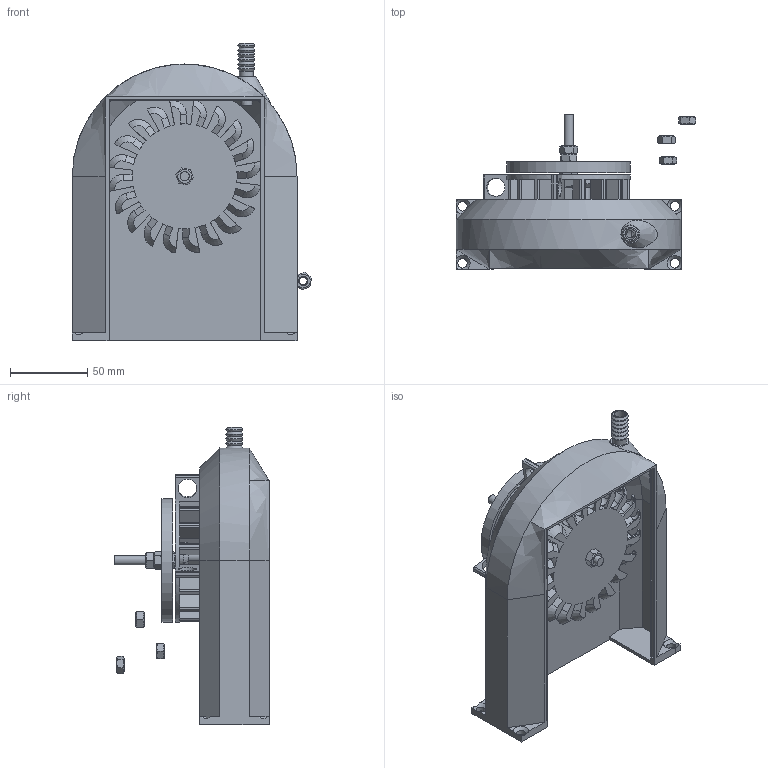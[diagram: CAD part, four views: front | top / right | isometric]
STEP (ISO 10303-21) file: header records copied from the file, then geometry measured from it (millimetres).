
FILE_DESCRIPTION(/* description */ (''),/* implementation_level */ '2;1');
FILE_NAME(/* name */ 'LearningKitWater.stp',/* time_stamp */ '2025-04-01T11:13:28+02:00',/* author */ ('Maximilian Hock'),/* organization */ (''),/* preprocessor_version */ 'ST-DEVELOPER v20',/* originating_system */ 'Autodesk Inventor 2024',/* authorisation */ '');
FILE_SCHEMA (('AUTOMOTIVE_DESIGN { 1 0 10303 214 3 1 1 }'));
Length unit declared in the file: millimetre
Products named in the file (12): LearningKitWater; PeltonTurbine; PancakeGeneratorAlt; Axle; SKF608; PancakeBearingAdapter; PancakeRotor; ISO 4017 - M6 x 20; PancakeStator; TurbineHousingAlt; ISO 4032 - M6; TurbineNozzle
Assembly tree (24 placements, depth 3):
  LearningKitWater
    PeltonTurbine
    PancakeGeneratorAlt
      SKF608  x2
      Axle
      ISO 4032 - M6  x5
      PancakeBearingAdapter
      PancakeRotor
      ISO 4017 - M6 x 20  x3
      PancakeStator
    TurbineHousingAlt
    ISO 4032 - M6  x6
    TurbineNozzle
Bounding box: 155.19 x 100.03 x 192.7 mm (x, y, z)
Volume: 339213.9 mm3; surface area: 171748.1 mm2
Topology: 23 solids, 23 shells, 1320 faces, 3490 edges, 2235 vertices
Faces by surface type: plane 699, cylinder 241, cone 141, bspline 115, sphere 92, torus 32
Full cylindrical faces by diameter (mm): 4.917 x11, 6 x4, 6.1 x6, 6.2 x3, 7 x17, 7.9 x1, 8 x2, 8.88 x3, 9 x1, 10.1 x16, 11.45 x1, 12 x2, 12.48 x4, 17 x1, 17.52 x4, 20.1 x1, 22 x2, 22.1 x1, 80 x1
Entity records: 37444 total; most frequent: CARTESIAN_POINT 9190, ORIENTED_EDGE 5960, DIRECTION 5644, EDGE_CURVE 2980, AXIS2_PLACEMENT_3D 2006, VERTEX_POINT 1917, LINE 1632, VECTOR 1632
